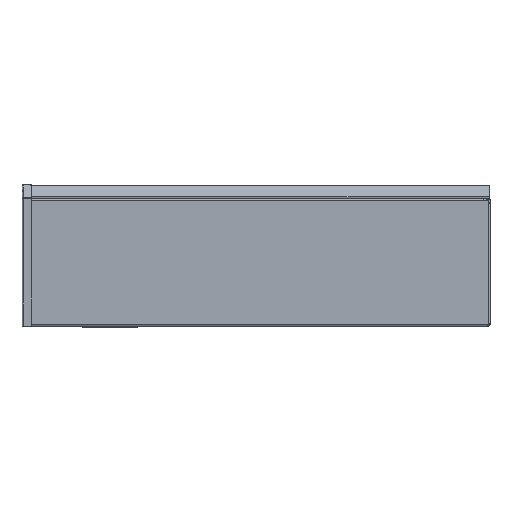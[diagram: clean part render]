
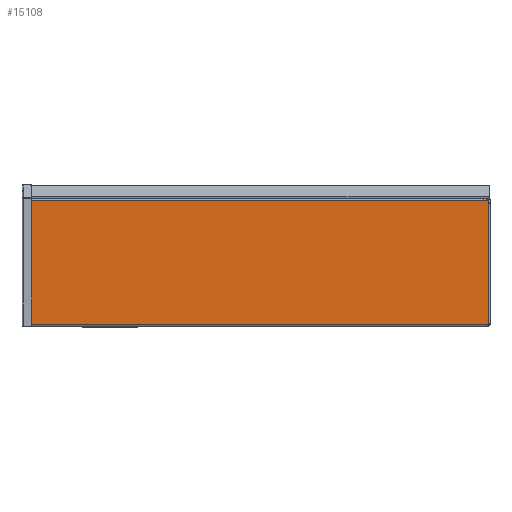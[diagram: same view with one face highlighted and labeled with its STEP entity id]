
A CAD part, left-side view. The second image highlights one B-rep face of the part: STEP entity #15108.
In plain terms, the highlighted planar face has unit normal (-1, 0, 0).
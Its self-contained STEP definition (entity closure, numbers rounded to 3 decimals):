
#704 = VERTEX_POINT ( 'NONE', #7427 ) ;
#742 = VERTEX_POINT ( 'NONE', #7504 ) ;
#778 = VERTEX_POINT ( 'NONE', #7558 ) ;
#817 = VERTEX_POINT ( 'NONE', #7572 ) ;
#1070 = VERTEX_POINT ( 'NONE', #7987 ) ;
#1080 = VERTEX_POINT ( 'NONE', #8098 ) ;
#7427 = CARTESIAN_POINT ( 'NONE',  ( 23899.451, 3298.858, 163.607 ) ) ;
#7504 = CARTESIAN_POINT ( 'NONE',  ( 23899.451, 3298.858, 168.107 ) ) ;
#7558 = CARTESIAN_POINT ( 'NONE',  ( 23899.451, 2647.051, 177.346 ) ) ;
#7572 = CARTESIAN_POINT ( 'NONE',  ( 23899.451, 2647.933, 177.875 ) ) ;
#7987 = CARTESIAN_POINT ( 'NONE',  ( 23899.451, 3303.484, 1. ) ) ;
#8098 = CARTESIAN_POINT ( 'NONE',  ( 23899.451, 2646.202, 1. ) ) ;
#9220 = EDGE_CURVE ( 'NONE', #817, #778, #45426, .T. ) ;
#9277 = EDGE_CURVE ( 'NONE', #742, #704, #45483, .T. ) ;
#11395 = EDGE_LOOP ( 'NONE', ( #55239, #55261 ) ) ;
#11429 = EDGE_LOOP ( 'NONE', ( #55387, #55290, #55291, #55342 ) ) ;
#11434 = EDGE_LOOP ( 'NONE', ( #55266, #55233, #55251, #55240, #55245, #55254, #55237, #55226, #55265, #55235 ) ) ;
#13470 = CARTESIAN_POINT ( 'NONE',  ( 23899.451, 3304.429, 177.467 ) ) ;
#13510 = CARTESIAN_POINT ( 'NONE',  ( 23899.451, 3304.019, 177.875 ) ) ;
#14318 = EDGE_CURVE ( 'NONE', #1080, #1070, #24510, .T. ) ;
#14468 = EDGE_CURVE ( 'NONE', #704, #742, #25623, .T. ) ;
#14472 = EDGE_CURVE ( 'NONE', #17347, #17272, #25002, .T. ) ;
#14474 = EDGE_CURVE ( 'NONE', #17272, #17324, #25701, .T. ) ;
#14478 = EDGE_CURVE ( 'NONE', #17285, #17297, #25017, .T. ) ;
#14486 = EDGE_CURVE ( 'NONE', #17308, #17347, #25678, .T. ) ;
#14487 = EDGE_CURVE ( 'NONE', #17285, #1080, #25734, .T. ) ;
#14494 = EDGE_CURVE ( 'NONE', #17324, #17308, #24067, .T. ) ;
#14511 = EDGE_CURVE ( 'NONE', #17307, #55849, #27187, .T. ) ;
#14512 = EDGE_CURVE ( 'NONE', #1070, #17307, #25726, .T. ) ;
#14514 = EDGE_CURVE ( 'NONE', #55855, #817, #27179, .T. ) ;
#14517 = EDGE_CURVE ( 'NONE', #778, #17375, #25809, .T. ) ;
#14569 = EDGE_CURVE ( 'NONE', #55849, #55855, #25778, .T. ) ;
#14583 = EDGE_CURVE ( 'NONE', #17375, #17297, #25853, .T. ) ;
#15108 = ADVANCED_FACE ( 'NONE', ( #31968, #31987, #31946 ), #31959, .F. ) ;
#17272 = VERTEX_POINT ( 'NONE', #41591 ) ;
#17285 = VERTEX_POINT ( 'NONE', #41559 ) ;
#17297 = VERTEX_POINT ( 'NONE', #41542 ) ;
#17307 = VERTEX_POINT ( 'NONE', #41563 ) ;
#17308 = VERTEX_POINT ( 'NONE', #41569 ) ;
#17324 = VERTEX_POINT ( 'NONE', #41606 ) ;
#17347 = VERTEX_POINT ( 'NONE', #41621 ) ;
#17375 = VERTEX_POINT ( 'NONE', #41654 ) ;
#24067 = LINE ( 'NONE', #24096, #25644 ) ;
#24096 = CARTESIAN_POINT ( 'NONE',  ( 23899.451, 3299.857, 16.307 ) ) ;
#24097 = DIRECTION ( 'NONE',  ( 0., -1., 0. ) ) ;
#24510 = LINE ( 'NONE', #24521, #25394 ) ;
#24515 = DIRECTION ( 'NONE',  ( 0., 1., 0. ) ) ;
#24521 = CARTESIAN_POINT ( 'NONE',  ( 23899.451, 3320.556, 1. ) ) ;
#24985 = DIRECTION ( 'NONE',  ( 1., 0., 0. ) ) ;
#24986 = DIRECTION ( 'NONE',  ( 0., 1., 0. ) ) ;
#24989 = CARTESIAN_POINT ( 'NONE',  ( 23899.451, 3298.858, 165.857 ) ) ;
#24992 = CARTESIAN_POINT ( 'NONE',  ( 23899.451, 3299.857, 11.807 ) ) ;
#24993 = CARTESIAN_POINT ( 'NONE',  ( 23899.451, 3299.857, 14.057 ) ) ;
#24999 = DIRECTION ( 'NONE',  ( 0., 0., -1. ) ) ;
#25002 = LINE ( 'NONE', #24992, #25635 ) ;
#25003 = CARTESIAN_POINT ( 'NONE',  ( 23899.451, 2645.259, 176.006 ) ) ;
#25016 = DIRECTION ( 'NONE',  ( 0., 0., -1. ) ) ;
#25017 = LINE ( 'NONE', #25003, #25713 ) ;
#25022 = DIRECTION ( 'NONE',  ( 1., 0., 0. ) ) ;
#25023 = CARTESIAN_POINT ( 'NONE',  ( 23899.451, 3298.858, 14.057 ) ) ;
#25036 = DIRECTION ( 'NONE',  ( 0., 0., -1. ) ) ;
#25037 = CARTESIAN_POINT ( 'NONE',  ( 23899.451, 2643.445, -0.182 ) ) ;
#25040 = DIRECTION ( 'NONE',  ( 0., 0., -1. ) ) ;
#25047 = DIRECTION ( 'NONE',  ( 1., 0., 0. ) ) ;
#25049 = DIRECTION ( 'NONE',  ( 0., 0., 1. ) ) ;
#25054 = DIRECTION ( 'NONE',  ( -1., 0., 0. ) ) ;
#25394 = VECTOR ( 'NONE', #24515, 1000. ) ;
#25623 = CIRCLE ( 'NONE', #25725, 2.25 ) ;
#25635 = VECTOR ( 'NONE', #24986, 1000. ) ;
#25641 = AXIS2_PLACEMENT_3D ( 'NONE', #25037, #25054, #25040 ) ;
#25644 = VECTOR ( 'NONE', #24097, 1000. ) ;
#25648 = AXIS2_PLACEMENT_3D ( 'NONE', #25023, #25047, #25036 ) ;
#25678 = CIRCLE ( 'NONE', #25648, 2.25 ) ;
#25701 = CIRCLE ( 'NONE', #25707, 2.25 ) ;
#25704 = VECTOR ( 'NONE', #27214, 1000. ) ;
#25707 = AXIS2_PLACEMENT_3D ( 'NONE', #24993, #24985, #25016 ) ;
#25708 = AXIS2_PLACEMENT_3D ( 'NONE', #27180, #27188, #27221 ) ;
#25713 = VECTOR ( 'NONE', #25049, 1000. ) ;
#25725 = AXIS2_PLACEMENT_3D ( 'NONE', #24989, #25022, #24999 ) ;
#25726 = CIRCLE ( 'NONE', #25708, 3. ) ;
#25734 = CIRCLE ( 'NONE', #25641, 3. ) ;
#25750 = VECTOR ( 'NONE', #27247, 1000. ) ;
#25765 = AXIS2_PLACEMENT_3D ( 'NONE', #27232, #27251, #27257 ) ;
#25778 = CIRCLE ( 'NONE', #25779, 1. ) ;
#25779 = AXIS2_PLACEMENT_3D ( 'NONE', #27427, #27440, #27442 ) ;
#25809 = CIRCLE ( 'NONE', #25765, 1. ) ;
#25853 = CIRCLE ( 'NONE', #25905, 6. ) ;
#25905 = AXIS2_PLACEMENT_3D ( 'NONE', #27482, #27466, #27481 ) ;
#27081 = AXIS2_PLACEMENT_3D ( 'NONE', #31984, #31990, #32067 ) ;
#27178 = CARTESIAN_POINT ( 'NONE',  ( 23899.451, 3304.429, 176.006 ) ) ;
#27179 = LINE ( 'NONE', #27189, #25750 ) ;
#27180 = CARTESIAN_POINT ( 'NONE',  ( 23899.451, 3306.243, -0.178 ) ) ;
#27187 = LINE ( 'NONE', #27178, #25704 ) ;
#27188 = DIRECTION ( 'NONE',  ( -1., 0., 0. ) ) ;
#27189 = CARTESIAN_POINT ( 'NONE',  ( 23899.451, 3320.556, 177.875 ) ) ;
#27214 = DIRECTION ( 'NONE',  ( 0., 0., 1. ) ) ;
#27221 = DIRECTION ( 'NONE',  ( 0., 0., -1. ) ) ;
#27232 = CARTESIAN_POINT ( 'NONE',  ( 23899.451, 2647.051, 178.346 ) ) ;
#27247 = DIRECTION ( 'NONE',  ( 0., -1., 0. ) ) ;
#27251 = DIRECTION ( 'NONE',  ( -1., 0., 0. ) ) ;
#27257 = DIRECTION ( 'NONE',  ( 0., 0., -1. ) ) ;
#27427 = CARTESIAN_POINT ( 'NONE',  ( 23899.451, 3304.899, 178.349 ) ) ;
#27440 = DIRECTION ( 'NONE',  ( -1., 0., 0. ) ) ;
#27442 = DIRECTION ( 'NONE',  ( 0., 0., -1. ) ) ;
#27466 = DIRECTION ( 'NONE',  ( 1., 0., 0. ) ) ;
#27481 = DIRECTION ( 'NONE',  ( 0., 0., -1. ) ) ;
#27482 = CARTESIAN_POINT ( 'NONE',  ( 23899.451, 2643.985, 172.053 ) ) ;
#31946 = FACE_BOUND ( 'NONE', #11429, .T. ) ;
#31959 = PLANE ( 'NONE',  #27081 ) ;
#31968 = FACE_OUTER_BOUND ( 'NONE', #11434, .T. ) ;
#31984 = CARTESIAN_POINT ( 'NONE',  ( 23899.451, 3320.556, 176.006 ) ) ;
#31987 = FACE_BOUND ( 'NONE', #11395, .T. ) ;
#31990 = DIRECTION ( 'NONE',  ( 1., 0., 0. ) ) ;
#32067 = DIRECTION ( 'NONE',  ( 0., 0., -1. ) ) ;
#41542 = CARTESIAN_POINT ( 'NONE',  ( 23899.451, 2645.259, 177.916 ) ) ;
#41559 = CARTESIAN_POINT ( 'NONE',  ( 23899.451, 2645.259, 2.207 ) ) ;
#41563 = CARTESIAN_POINT ( 'NONE',  ( 23899.451, 3304.429, 2.211 ) ) ;
#41569 = CARTESIAN_POINT ( 'NONE',  ( 23899.451, 3298.858, 16.307 ) ) ;
#41591 = CARTESIAN_POINT ( 'NONE',  ( 23899.451, 3299.857, 11.807 ) ) ;
#41606 = CARTESIAN_POINT ( 'NONE',  ( 23899.451, 3299.857, 16.307 ) ) ;
#41621 = CARTESIAN_POINT ( 'NONE',  ( 23899.451, 3298.858, 11.807 ) ) ;
#41654 = CARTESIAN_POINT ( 'NONE',  ( 23899.451, 2646.613, 177.447 ) ) ;
#45402 = AXIS2_PLACEMENT_3D ( 'NONE', #47089, #47102, #47123 ) ;
#45426 = CIRCLE ( 'NONE', #45402, 1. ) ;
#45483 = CIRCLE ( 'NONE', #45500, 2.25 ) ;
#45500 = AXIS2_PLACEMENT_3D ( 'NONE', #47540, #47553, #47569 ) ;
#47089 = CARTESIAN_POINT ( 'NONE',  ( 23899.451, 2647.051, 178.346 ) ) ;
#47102 = DIRECTION ( 'NONE',  ( -1., 0., 0. ) ) ;
#47123 = DIRECTION ( 'NONE',  ( 0., 0., -1. ) ) ;
#47540 = CARTESIAN_POINT ( 'NONE',  ( 23899.451, 3298.858, 165.857 ) ) ;
#47553 = DIRECTION ( 'NONE',  ( 1., 0., 0. ) ) ;
#47569 = DIRECTION ( 'NONE',  ( 0., 0., -1. ) ) ;
#55226 = ORIENTED_EDGE ( 'NONE', *, *, #14569, .F. ) ;
#55233 = ORIENTED_EDGE ( 'NONE', *, *, #14487, .F. ) ;
#55235 = ORIENTED_EDGE ( 'NONE', *, *, #14512, .F. ) ;
#55237 = ORIENTED_EDGE ( 'NONE', *, *, #14514, .F. ) ;
#55239 = ORIENTED_EDGE ( 'NONE', *, *, #14468, .T. ) ;
#55240 = ORIENTED_EDGE ( 'NONE', *, *, #14583, .F. ) ;
#55245 = ORIENTED_EDGE ( 'NONE', *, *, #14517, .F. ) ;
#55251 = ORIENTED_EDGE ( 'NONE', *, *, #14478, .T. ) ;
#55254 = ORIENTED_EDGE ( 'NONE', *, *, #9220, .F. ) ;
#55261 = ORIENTED_EDGE ( 'NONE', *, *, #9277, .T. ) ;
#55265 = ORIENTED_EDGE ( 'NONE', *, *, #14511, .F. ) ;
#55266 = ORIENTED_EDGE ( 'NONE', *, *, #14318, .F. ) ;
#55290 = ORIENTED_EDGE ( 'NONE', *, *, #14474, .T. ) ;
#55291 = ORIENTED_EDGE ( 'NONE', *, *, #14494, .T. ) ;
#55342 = ORIENTED_EDGE ( 'NONE', *, *, #14486, .T. ) ;
#55387 = ORIENTED_EDGE ( 'NONE', *, *, #14472, .T. ) ;
#55849 = VERTEX_POINT ( 'NONE', #13470 ) ;
#55855 = VERTEX_POINT ( 'NONE', #13510 ) ;
